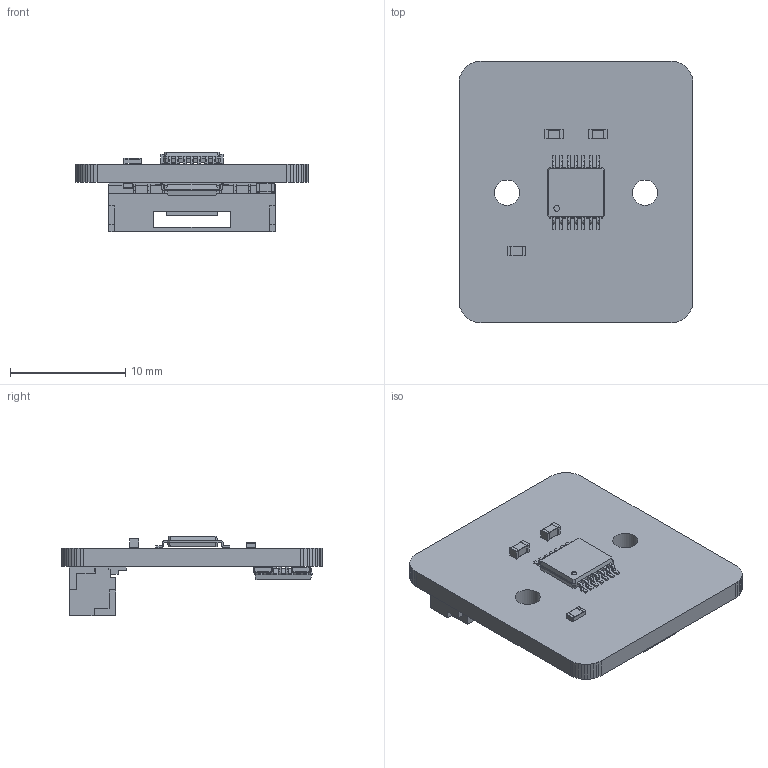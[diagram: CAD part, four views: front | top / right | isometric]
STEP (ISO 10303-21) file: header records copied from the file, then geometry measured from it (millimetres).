
FILE_DESCRIPTION(('KiCad electronic assembly'),'2;1');
FILE_NAME('','2023-02-25T12:18:23',('Pcbnew'),('Kicad'), 'Open CASCADE STEP processor 7.6','KiCad to STEP converter','Unknown' );
FILE_SCHEMA(('AUTOMOTIVE_DESIGN { 1 0 10303 214 1 1 1 1 }'));
Length unit declared in the file: millimetre
Products named in the file (12): Product 1; TSSOP-14_4.4x5mm_P0.65mm; SOLID; C_0603_1608Metric; R_0603_1608Metric; TSSOP-16_4.4x5mm_P0.65mm; JST_GH_SM09B-GHS-TB_1x09-1MP_P1.25mm_Horizontal; PCB
Assembly tree (16 placements, depth 3):
  Product 1
    TSSOP-14_4.4x5mm_P0.65mm
      SOLID
    C_0603_1608Metric  x4
      SOLID
    R_0603_1608Metric  x3
      SOLID
    TSSOP-16_4.4x5mm_P0.65mm
      SOLID
    JST_GH_SM09B-GHS-TB_1x09-1MP_P1.25mm_Horizontal
      SOLID
    PCB
Bounding box: 20.32 x 22.73 x 6.92 mm (x, y, z)
Volume: 913.8 mm3; surface area: 1722.1 mm2
Topology: 11 solids, 11 shells, 1106 faces, 2997 edges, 1936 vertices
Faces by surface type: plane 844, cylinder 196, bspline 66
Full cylindrical faces by diameter (mm): 0.5 x2, 2.2 x2
Entity records: 71911 total; most frequent: CARTESIAN_POINT 12448, DIRECTION 9718, LINE 7157, VECTOR 7157, ORIENTED_EDGE 5290, PCURVE 5290, DEFINITIONAL_REPRESENTATION 5290, EDGE_CURVE 2645
